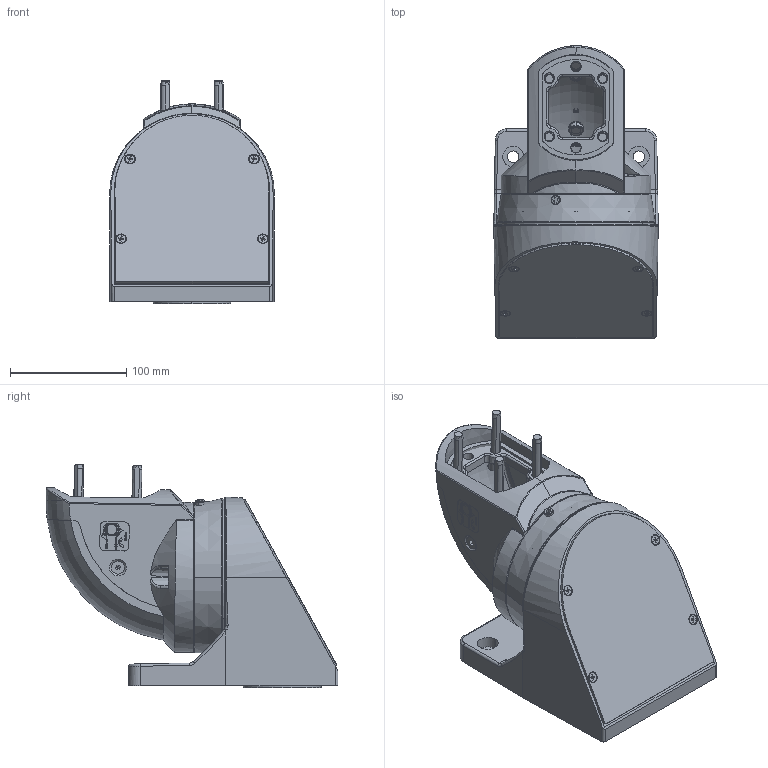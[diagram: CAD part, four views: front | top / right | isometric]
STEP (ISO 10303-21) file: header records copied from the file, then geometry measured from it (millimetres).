
FILE_DESCRIPTION (( 'STEP AP214' ), '1' );
FILE_NAME ('49477020.STEP', '2016-09-14T06:06:51', ( '' ), ( '' ), 'SwSTEP 2.0', 'SolidWorks 2015', '' );
FILE_SCHEMA (( 'AUTOMOTIVE_DESIGN' ));
Length unit declared in the file: millimetre
Products named in the file (28): 12883; 82398; 82402; 49477020; 93168; 93407; 93235; 51861; 82401; 95963; 92446; 83019; 12812_mit Bearbeitung; 93659; 84046; 99953; 93672; 99952; 41778; 96286; 41779; 52312; 84342; 92447; 84343; 82400; 12807; 93152
Assembly tree (57 placements, depth 3):
  49477020
    12883
    12807
    84343
    84342
    41779
    41778
    93672  x16
    84046
    93659
    12812_mit Bearbeitung
    83019  x8
    92446
    51861
      95963
      82401
    93235  x4
    93407  x2
    93168
    82402
    52312
      82398
      83019  x4
      93152  x4
      82400
      93168
  99953
  99952
  96286
  92447
Bounding box: 141.5 x 251.05 x 192.69 mm (x, y, z)
Volume: 1408690.6 mm3; surface area: 467761.7 mm2
Topology: 55 solids, 55 shells, 3592 faces, 8705 edges, 5350 vertices
Faces by surface type: plane 1269, cylinder 800, bspline 773, cone 457, torus 289, sphere 4
Entity records: 151193 total; most frequent: CARTESIAN_POINT 85073, ORIENTED_EDGE 14268, DIRECTION 11509, EDGE_CURVE 7134, VERTEX_POINT 4501, AXIS2_PLACEMENT_3D 4187, EDGE_LOOP 3183, VECTOR 3135
